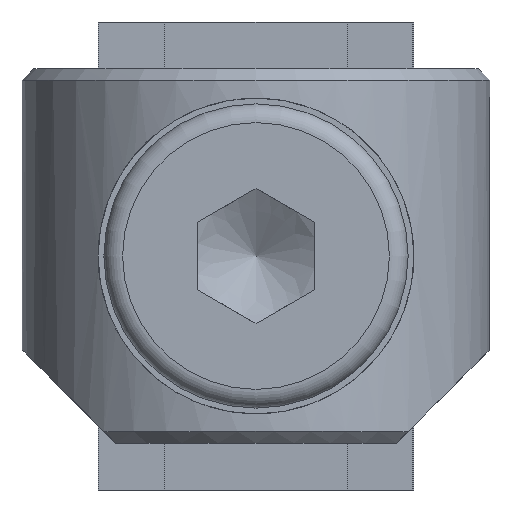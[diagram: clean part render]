
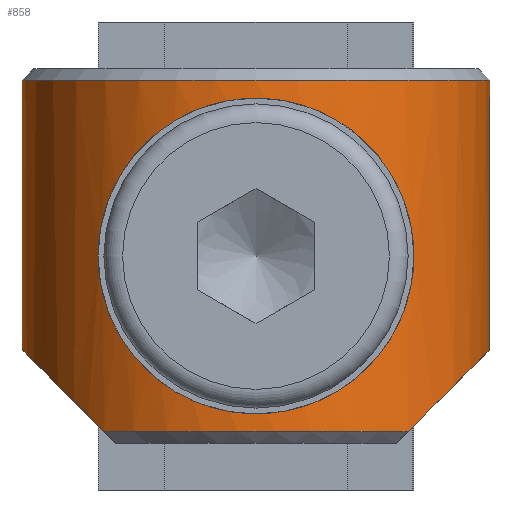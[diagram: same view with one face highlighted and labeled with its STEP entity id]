
A CAD part, left-side view. The second image highlights one B-rep face of the part: STEP entity #858.
In plain terms, the highlighted cylindrical face has radius 10 mm (diameter 20 mm), a full revolution.
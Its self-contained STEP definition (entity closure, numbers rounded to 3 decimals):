
#22=ELLIPSE($,#938,14.142,10.);
#23=ELLIPSE($,#940,14.142,10.);
#26=B_SPLINE_CURVE_WITH_KNOTS($,3,(#1493,#1494,#1495,#1496,#1497,#1498,
#1499,#1500,#1501,#1502,#1503,#1504,#1505,#1506,#1507,#1508,#1509,#1510,
#1511,#1512,#1513,#1514,#1515,#1516,#1517,#1518,#1519,#1520,#1521,#1522,
#1523,#1524,#1525,#1526),.UNSPECIFIED.,.T.,.F.,(4,2,2,2,2,2,2,2,2,2,2,2,
2,2,2,2,4),(0.,0.162,0.325,0.487,0.649,
0.812,0.974,1.136,1.299,1.461,
1.624,1.786,1.948,2.111,2.273,
2.435,2.598),.UNSPECIFIED.);
#27=B_SPLINE_CURVE_WITH_KNOTS($,3,(#1528,#1529,#1530,#1531,#1532,#1533,
#1534,#1535,#1536,#1537,#1538,#1539,#1540,#1541,#1542,#1543,#1544,#1545,
#1546,#1547,#1548,#1549,#1550,#1551,#1552,#1553,#1554,#1555,#1556,#1557,
#1558,#1559,#1560,#1561),.UNSPECIFIED.,.T.,.F.,(4,2,2,2,2,2,2,2,2,2,2,2,
2,2,2,2,4),(0.,0.267,0.534,0.797,1.061,
1.324,1.588,1.855,2.122,2.388,
2.655,2.919,3.182,3.446,3.71,
3.976,4.243),.UNSPECIFIED.);
#223=CYLINDRICAL_SURFACE($,#949,10.);
#238=FACE_BOUND($,#349,.T.);
#239=FACE_BOUND($,#350,.T.);
#240=FACE_BOUND($,#351,.T.);
#288=FACE_OUTER_BOUND($,#348,.T.);
#348=EDGE_LOOP($,(#793,#794,#795,#796));
#349=EDGE_LOOP($,(#797));
#350=EDGE_LOOP($,(#798));
#351=EDGE_LOOP($,(#799));
#384=CIRCLE($,#942,10.);
#387=CIRCLE($,#947,10.);
#389=CIRCLE($,#950,10.);
#458=VERTEX_POINT($,#1455);
#460=VERTEX_POINT($,#1460);
#462=VERTEX_POINT($,#1468);
#464=VERTEX_POINT($,#1473);
#466=VERTEX_POINT($,#1486);
#468=VERTEX_POINT($,#1492);
#469=VERTEX_POINT($,#1527);
#568=EDGE_CURVE($,#460,#458,#22,.T.);
#572=EDGE_CURVE($,#464,#462,#23,.T.);
#575=EDGE_CURVE($,#460,#462,#384,.T.);
#578=EDGE_CURVE($,#466,#466,#387,.T.);
#580=EDGE_CURVE($,#464,#458,#389,.T.);
#581=EDGE_CURVE($,#468,#468,#26,.T.);
#582=EDGE_CURVE($,#469,#469,#27,.T.);
#793=ORIENTED_EDGE($,*,*,#568,.T.);
#794=ORIENTED_EDGE($,*,*,#580,.F.);
#795=ORIENTED_EDGE($,*,*,#572,.T.);
#796=ORIENTED_EDGE($,*,*,#575,.F.);
#797=ORIENTED_EDGE($,*,*,#581,.T.);
#798=ORIENTED_EDGE($,*,*,#582,.T.);
#799=ORIENTED_EDGE($,*,*,#578,.F.);
#858=ADVANCED_FACE($,(#288,#238,#239,#240),#223,.T.);
#938=AXIS2_PLACEMENT_3D($,#1461,#1161,#1162);
#940=AXIS2_PLACEMENT_3D($,#1474,#1166,#1167);
#942=AXIS2_PLACEMENT_3D($,#1481,#1171,#1172);
#947=AXIS2_PLACEMENT_3D($,#1487,#1181,#1182);
#949=AXIS2_PLACEMENT_3D($,#1490,#1185,#1186);
#950=AXIS2_PLACEMENT_3D($,#1491,#1187,#1188);
#1161=DIRECTION('center_axis',(0.,0.707,-0.707));
#1162=DIRECTION('ref_axis',(0.,-0.707,-0.707));
#1166=DIRECTION('center_axis',(0.,-0.707,-0.707));
#1167=DIRECTION('ref_axis',(0.,-0.707,0.707));
#1171=DIRECTION('center_axis',(0.,0.,1.));
#1172=DIRECTION('ref_axis',(-1.,0.,0.));
#1181=DIRECTION('center_axis',(0.,0.,-1.));
#1182=DIRECTION('ref_axis',(-1.,0.,0.));
#1185=DIRECTION('center_axis',(0.,0.,1.));
#1186=DIRECTION('ref_axis',(-1.,0.,0.));
#1187=DIRECTION('center_axis',(0.,0.,1.));
#1188=DIRECTION('ref_axis',(-1.,0.,0.));
#1455=CARTESIAN_POINT('',(-7.599,-6.5,7.5));
#1460=CARTESIAN_POINT('',(7.599,-6.5,7.5));
#1461=CARTESIAN_POINT('Origin',(0.,0.,14.));
#1468=CARTESIAN_POINT('',(7.599,6.5,7.5));
#1473=CARTESIAN_POINT('',(-7.599,6.5,7.5));
#1474=CARTESIAN_POINT('Origin',(0.,0.,14.));
#1481=CARTESIAN_POINT('Origin',(0.,0.,7.5));
#1486=CARTESIAN_POINT('',(10.,0.,-7.5));
#1487=CARTESIAN_POINT('Origin',(0.,0.,-7.5));
#1490=CARTESIAN_POINT('Origin',(0.,0.,0.));
#1491=CARTESIAN_POINT('Origin',(0.,0.,7.5));
#1492=CARTESIAN_POINT('',(-9.052,4.25,0.));
#1493=CARTESIAN_POINT('Ctrl Pts',(-9.052,4.25,0.));
#1494=CARTESIAN_POINT('Ctrl Pts',(-9.052,4.25,0.542));
#1495=CARTESIAN_POINT('Ctrl Pts',(-9.106,4.14,1.114));
#1496=CARTESIAN_POINT('Ctrl Pts',(-9.291,3.705,2.158));
#1497=CARTESIAN_POINT('Ctrl Pts',(-9.42,3.379,2.631));
#1498=CARTESIAN_POINT('Ctrl Pts',(-9.655,2.632,3.378));
#1499=CARTESIAN_POINT('Ctrl Pts',(-9.779,2.159,3.705));
#1500=CARTESIAN_POINT('Ctrl Pts',(-9.952,1.113,4.141));
#1501=CARTESIAN_POINT('Ctrl Pts',(-10.,0.541,4.25));
#1502=CARTESIAN_POINT('Ctrl Pts',(-10.,-0.541,4.25));
#1503=CARTESIAN_POINT('Ctrl Pts',(-9.952,-1.113,4.141));
#1504=CARTESIAN_POINT('Ctrl Pts',(-9.779,-2.159,3.705));
#1505=CARTESIAN_POINT('Ctrl Pts',(-9.655,-2.632,3.378));
#1506=CARTESIAN_POINT('Ctrl Pts',(-9.42,-3.379,2.631));
#1507=CARTESIAN_POINT('Ctrl Pts',(-9.291,-3.705,2.158));
#1508=CARTESIAN_POINT('Ctrl Pts',(-9.106,-4.14,1.114));
#1509=CARTESIAN_POINT('Ctrl Pts',(-9.052,-4.25,0.542));
#1510=CARTESIAN_POINT('Ctrl Pts',(-9.052,-4.25,-0.542));
#1511=CARTESIAN_POINT('Ctrl Pts',(-9.106,-4.14,-1.114));
#1512=CARTESIAN_POINT('Ctrl Pts',(-9.291,-3.705,-2.158));
#1513=CARTESIAN_POINT('Ctrl Pts',(-9.42,-3.379,-2.631));
#1514=CARTESIAN_POINT('Ctrl Pts',(-9.655,-2.632,-3.378));
#1515=CARTESIAN_POINT('Ctrl Pts',(-9.779,-2.159,-3.705));
#1516=CARTESIAN_POINT('Ctrl Pts',(-9.952,-1.113,-4.141));
#1517=CARTESIAN_POINT('Ctrl Pts',(-10.,-0.541,-4.25));
#1518=CARTESIAN_POINT('Ctrl Pts',(-10.,0.541,-4.25));
#1519=CARTESIAN_POINT('Ctrl Pts',(-9.952,1.113,-4.141));
#1520=CARTESIAN_POINT('Ctrl Pts',(-9.779,2.159,-3.705));
#1521=CARTESIAN_POINT('Ctrl Pts',(-9.655,2.632,-3.378));
#1522=CARTESIAN_POINT('Ctrl Pts',(-9.42,3.379,-2.631));
#1523=CARTESIAN_POINT('Ctrl Pts',(-9.291,3.705,-2.158));
#1524=CARTESIAN_POINT('Ctrl Pts',(-9.106,4.14,-1.114));
#1525=CARTESIAN_POINT('Ctrl Pts',(-9.052,4.25,-0.542));
#1526=CARTESIAN_POINT('Ctrl Pts',(-9.052,4.25,0.));
#1527=CARTESIAN_POINT('',(7.378,6.75,0.));
#1528=CARTESIAN_POINT('Ctrl Pts',(7.378,6.75,0.));
#1529=CARTESIAN_POINT('Ctrl Pts',(7.378,6.75,-0.889));
#1530=CARTESIAN_POINT('Ctrl Pts',(7.555,6.566,-1.801));
#1531=CARTESIAN_POINT('Ctrl Pts',(8.107,5.871,-3.448));
#1532=CARTESIAN_POINT('Ctrl Pts',(8.469,5.36,-4.186));
#1533=CARTESIAN_POINT('Ctrl Pts',(9.102,4.193,-5.353));
#1534=CARTESIAN_POINT('Ctrl Pts',(9.424,3.453,-5.869));
#1535=CARTESIAN_POINT('Ctrl Pts',(9.875,1.797,-6.568));
#1536=CARTESIAN_POINT('Ctrl Pts',(10.,0.879,-6.75));
#1537=CARTESIAN_POINT('Ctrl Pts',(10.,-0.879,-6.75));
#1538=CARTESIAN_POINT('Ctrl Pts',(9.875,-1.797,-6.568));
#1539=CARTESIAN_POINT('Ctrl Pts',(9.424,-3.453,-5.869));
#1540=CARTESIAN_POINT('Ctrl Pts',(9.102,-4.193,-5.353));
#1541=CARTESIAN_POINT('Ctrl Pts',(8.469,-5.36,-4.186));
#1542=CARTESIAN_POINT('Ctrl Pts',(8.107,-5.871,-3.448));
#1543=CARTESIAN_POINT('Ctrl Pts',(7.555,-6.566,-1.801));
#1544=CARTESIAN_POINT('Ctrl Pts',(7.378,-6.75,-0.889));
#1545=CARTESIAN_POINT('Ctrl Pts',(7.378,-6.75,0.889));
#1546=CARTESIAN_POINT('Ctrl Pts',(7.555,-6.566,1.801));
#1547=CARTESIAN_POINT('Ctrl Pts',(8.107,-5.871,3.448));
#1548=CARTESIAN_POINT('Ctrl Pts',(8.469,-5.36,4.186));
#1549=CARTESIAN_POINT('Ctrl Pts',(9.102,-4.193,5.353));
#1550=CARTESIAN_POINT('Ctrl Pts',(9.424,-3.453,5.869));
#1551=CARTESIAN_POINT('Ctrl Pts',(9.875,-1.797,6.568));
#1552=CARTESIAN_POINT('Ctrl Pts',(10.,-0.879,6.75));
#1553=CARTESIAN_POINT('Ctrl Pts',(10.,0.879,6.75));
#1554=CARTESIAN_POINT('Ctrl Pts',(9.875,1.797,6.568));
#1555=CARTESIAN_POINT('Ctrl Pts',(9.424,3.453,5.869));
#1556=CARTESIAN_POINT('Ctrl Pts',(9.102,4.193,5.353));
#1557=CARTESIAN_POINT('Ctrl Pts',(8.469,5.36,4.186));
#1558=CARTESIAN_POINT('Ctrl Pts',(8.107,5.871,3.448));
#1559=CARTESIAN_POINT('Ctrl Pts',(7.555,6.566,1.801));
#1560=CARTESIAN_POINT('Ctrl Pts',(7.378,6.75,0.889));
#1561=CARTESIAN_POINT('Ctrl Pts',(7.378,6.75,0.));
